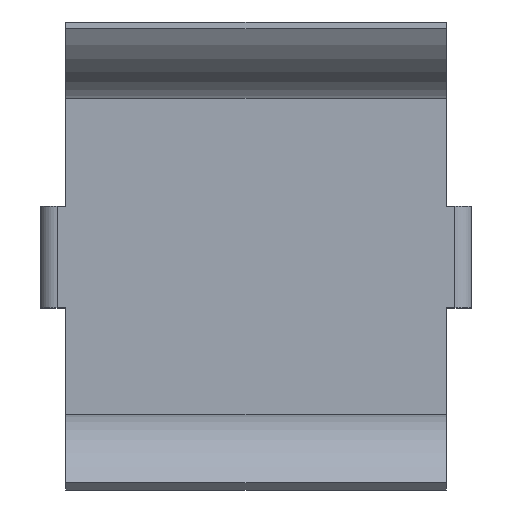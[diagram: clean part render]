
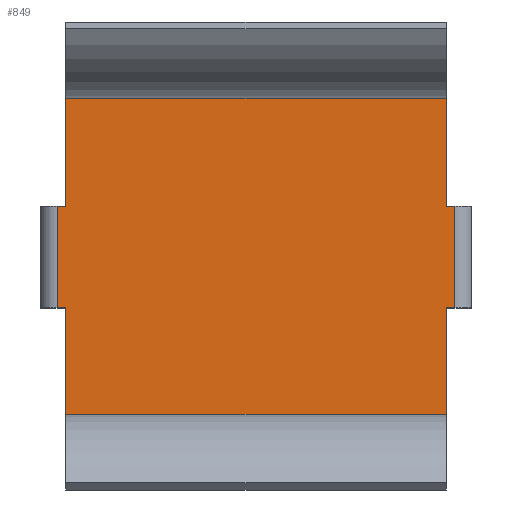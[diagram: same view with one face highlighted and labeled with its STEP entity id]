
A CAD part, top view. The second image highlights one B-rep face of the part: STEP entity #849.
In plain terms, the highlighted planar face has unit normal (0, 0, 1).
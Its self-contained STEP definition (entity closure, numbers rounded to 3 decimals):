
#103=FACE_OUTER_BOUND('',#145,.T.);
#145=EDGE_LOOP('',(#637,#638,#639,#640,#641,#642,#643,#644,#645,#646,#647,
#648));
#193=LINE('',#1226,#289);
#197=LINE('',#1236,#293);
#201=LINE('',#1248,#297);
#206=LINE('',#1260,#302);
#210=LINE('',#1267,#306);
#212=LINE('',#1270,#308);
#213=LINE('',#1274,#309);
#214=LINE('',#1276,#310);
#215=LINE('',#1277,#311);
#216=LINE('',#1279,#312);
#217=LINE('',#1281,#313);
#218=LINE('',#1282,#314);
#289=VECTOR('',#985,10.);
#293=VECTOR('',#993,10.);
#297=VECTOR('',#1005,10.);
#302=VECTOR('',#1014,10.);
#306=VECTOR('',#1022,10.);
#308=VECTOR('',#1026,10.);
#309=VECTOR('',#1031,10.);
#310=VECTOR('',#1032,10.);
#311=VECTOR('',#1033,10.);
#312=VECTOR('',#1034,10.);
#313=VECTOR('',#1035,10.);
#314=VECTOR('',#1036,10.);
#381=VERTEX_POINT('',#1223);
#382=VERTEX_POINT('',#1225);
#385=VERTEX_POINT('',#1233);
#386=VERTEX_POINT('',#1235);
#389=VERTEX_POINT('',#1245);
#390=VERTEX_POINT('',#1247);
#394=VERTEX_POINT('',#1257);
#395=VERTEX_POINT('',#1259);
#397=VERTEX_POINT('',#1273);
#398=VERTEX_POINT('',#1275);
#399=VERTEX_POINT('',#1278);
#400=VERTEX_POINT('',#1280);
#465=EDGE_CURVE('',#381,#382,#193,.T.);
#470=EDGE_CURVE('',#386,#385,#197,.T.);
#476=EDGE_CURVE('',#390,#389,#201,.T.);
#482=EDGE_CURVE('',#394,#395,#206,.T.);
#486=EDGE_CURVE('',#382,#389,#210,.T.);
#488=EDGE_CURVE('',#394,#386,#212,.T.);
#489=EDGE_CURVE('',#397,#385,#213,.T.);
#490=EDGE_CURVE('',#398,#397,#214,.T.);
#491=EDGE_CURVE('',#398,#390,#215,.T.);
#492=EDGE_CURVE('',#381,#399,#216,.T.);
#493=EDGE_CURVE('',#399,#400,#217,.T.);
#494=EDGE_CURVE('',#395,#400,#218,.T.);
#637=ORIENTED_EDGE('',*,*,#489,.F.);
#638=ORIENTED_EDGE('',*,*,#490,.F.);
#639=ORIENTED_EDGE('',*,*,#491,.T.);
#640=ORIENTED_EDGE('',*,*,#476,.T.);
#641=ORIENTED_EDGE('',*,*,#486,.F.);
#642=ORIENTED_EDGE('',*,*,#465,.F.);
#643=ORIENTED_EDGE('',*,*,#492,.T.);
#644=ORIENTED_EDGE('',*,*,#493,.T.);
#645=ORIENTED_EDGE('',*,*,#494,.F.);
#646=ORIENTED_EDGE('',*,*,#482,.F.);
#647=ORIENTED_EDGE('',*,*,#488,.T.);
#648=ORIENTED_EDGE('',*,*,#470,.T.);
#817=PLANE('',#903);
#849=ADVANCED_FACE('',(#103),#817,.T.);
#903=AXIS2_PLACEMENT_3D('',#1272,#1029,#1030);
#985=DIRECTION('',(-1.,0.,0.));
#993=DIRECTION('',(-1.,0.,0.));
#1005=DIRECTION('',(-1.,0.,0.));
#1014=DIRECTION('',(-1.,0.,0.));
#1022=DIRECTION('',(0.,1.,0.));
#1026=DIRECTION('',(0.,1.,0.));
#1029=DIRECTION('center_axis',(0.,0.,
1.));
#1030=DIRECTION('ref_axis',(-1.,0.,0.));
#1031=DIRECTION('',(0.,-1.,0.));
#1032=DIRECTION('',(1.,0.,0.));
#1033=DIRECTION('',(0.,-1.,0.));
#1034=DIRECTION('',(0.,-1.,0.));
#1035=DIRECTION('',(1.,0.,0.));
#1036=DIRECTION('',(0.,-1.,0.));
#1223=CARTESIAN_POINT('',(-10.125,-0.6,0.2));
#1225=CARTESIAN_POINT('',(-10.226,-0.6,0.2));
#1226=CARTESIAN_POINT('',(-5.525,-0.6,0.2));
#1233=CARTESIAN_POINT('',(-5.625,0.6,0.2));
#1235=CARTESIAN_POINT('',(-5.525,0.6,0.2));
#1236=CARTESIAN_POINT('',(-5.525,0.6,0.2));
#1245=CARTESIAN_POINT('',(-10.226,0.6,0.2));
#1247=CARTESIAN_POINT('',(-10.125,0.6,0.2));
#1248=CARTESIAN_POINT('',(-5.525,0.6,0.2));
#1257=CARTESIAN_POINT('',(-5.525,-0.6,0.2));
#1259=CARTESIAN_POINT('',(-5.625,-0.6,0.2));
#1260=CARTESIAN_POINT('',(-5.525,-0.6,0.2));
#1267=CARTESIAN_POINT('',(-10.226,-0.6,0.2));
#1270=CARTESIAN_POINT('',(-5.525,-0.6,0.2));
#1272=CARTESIAN_POINT('Origin',(-5.625,2.1,0.2));
#1273=CARTESIAN_POINT('',(-5.625,2.05,0.2));
#1274=CARTESIAN_POINT('',(-5.625,2.1,0.2));
#1275=CARTESIAN_POINT('',(-10.125,2.05,0.2));
#1276=CARTESIAN_POINT('',(-5.625,2.05,0.2));
#1277=CARTESIAN_POINT('',(-10.125,2.1,0.2));
#1278=CARTESIAN_POINT('',(-10.125,-2.05,0.2));
#1279=CARTESIAN_POINT('',(-10.125,2.1,0.2));
#1280=CARTESIAN_POINT('',(-5.625,-2.05,0.2));
#1281=CARTESIAN_POINT('',(-5.625,-2.05,0.2));
#1282=CARTESIAN_POINT('',(-5.625,2.1,0.2));
